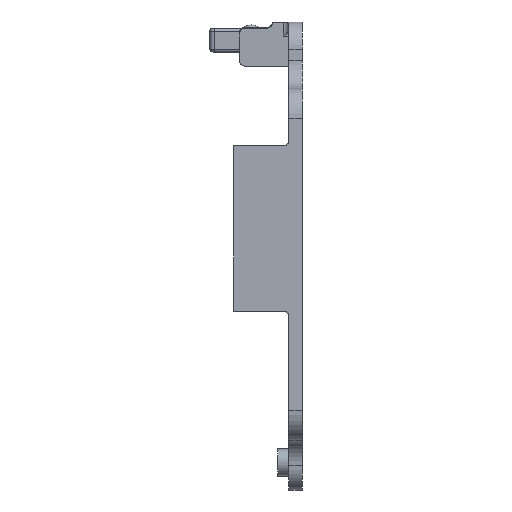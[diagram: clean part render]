
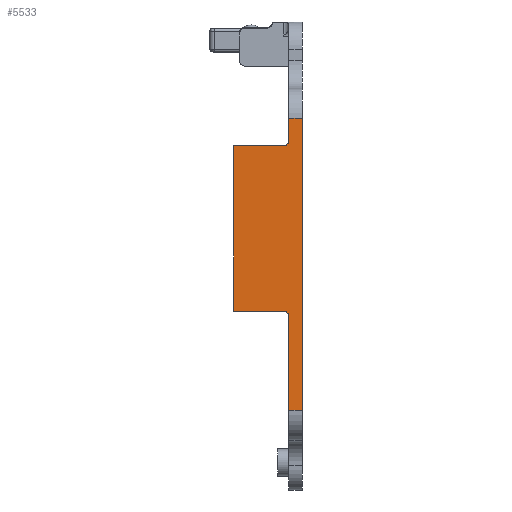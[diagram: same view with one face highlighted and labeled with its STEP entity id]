
A CAD part, left-side view. The second image highlights one B-rep face of the part: STEP entity #5533.
In plain terms, the highlighted planar face has unit normal (-1, 0, 0).
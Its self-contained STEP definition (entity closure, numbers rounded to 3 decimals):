
#395=CIRCLE('',#6195,1.);
#396=CIRCLE('',#6196,1.);
#806=FACE_OUTER_BOUND('',#1100,.T.);
#1100=EDGE_LOOP('',(#4558,#4559,#4560,#4561,#4562,#4563,#4564,#4565,#4566,
#4567));
#1584=LINE('',#10454,#2100);
#1585=LINE('',#10456,#2101);
#1586=LINE('',#10458,#2102);
#1587=LINE('',#10462,#2103);
#1588=LINE('',#10464,#2104);
#1589=LINE('',#10466,#2105);
#1590=LINE('',#10468,#2106);
#1591=LINE('',#10469,#2107);
#2100=VECTOR('',#7432,10.);
#2101=VECTOR('',#7433,10.);
#2102=VECTOR('',#7434,10.);
#2103=VECTOR('',#7437,10.);
#2104=VECTOR('',#7438,10.);
#2105=VECTOR('',#7439,10.);
#2106=VECTOR('',#7440,10.);
#2107=VECTOR('',#7441,10.);
#2788=VERTEX_POINT('',#10450);
#2789=VERTEX_POINT('',#10451);
#2790=VERTEX_POINT('',#10453);
#2791=VERTEX_POINT('',#10455);
#2792=VERTEX_POINT('',#10457);
#2793=VERTEX_POINT('',#10459);
#2794=VERTEX_POINT('',#10461);
#2795=VERTEX_POINT('',#10463);
#2796=VERTEX_POINT('',#10465);
#2797=VERTEX_POINT('',#10467);
#3527=EDGE_CURVE('',#2788,#2789,#395,.T.);
#3528=EDGE_CURVE('',#2788,#2790,#1584,.T.);
#3529=EDGE_CURVE('',#2790,#2791,#1585,.T.);
#3530=EDGE_CURVE('',#2792,#2791,#1586,.T.);
#3531=EDGE_CURVE('',#2793,#2792,#396,.T.);
#3532=EDGE_CURVE('',#2794,#2793,#1587,.T.);
#3533=EDGE_CURVE('',#2795,#2794,#1588,.T.);
#3534=EDGE_CURVE('',#2796,#2795,#1589,.T.);
#3535=EDGE_CURVE('',#2796,#2797,#1590,.T.);
#3536=EDGE_CURVE('',#2789,#2797,#1591,.T.);
#4558=ORIENTED_EDGE('',*,*,#3527,.F.);
#4559=ORIENTED_EDGE('',*,*,#3528,.T.);
#4560=ORIENTED_EDGE('',*,*,#3529,.T.);
#4561=ORIENTED_EDGE('',*,*,#3530,.F.);
#4562=ORIENTED_EDGE('',*,*,#3531,.F.);
#4563=ORIENTED_EDGE('',*,*,#3532,.F.);
#4564=ORIENTED_EDGE('',*,*,#3533,.F.);
#4565=ORIENTED_EDGE('',*,*,#3534,.F.);
#4566=ORIENTED_EDGE('',*,*,#3535,.T.);
#4567=ORIENTED_EDGE('',*,*,#3536,.F.);
#5341=PLANE('',#6194);
#5533=ADVANCED_FACE('',(#806),#5341,.T.);
#6194=AXIS2_PLACEMENT_3D('',#10449,#7428,#7429);
#6195=AXIS2_PLACEMENT_3D('',#10452,#7430,#7431);
#6196=AXIS2_PLACEMENT_3D('',#10460,#7435,#7436);
#7428=DIRECTION('center_axis',(-1.,0.,0.));
#7429=DIRECTION('ref_axis',(0.,0.,1.));
#7430=DIRECTION('center_axis',(-1.,0.,0.));
#7431=DIRECTION('ref_axis',(0.,-0.707,-0.707));
#7432=DIRECTION('',(0.,1.,0.));
#7433=DIRECTION('',(0.,0.,-1.));
#7434=DIRECTION('',(0.,1.,0.));
#7435=DIRECTION('center_axis',(-1.,0.,0.));
#7436=DIRECTION('ref_axis',(0.,-0.707,0.707));
#7437=DIRECTION('',(0.,0.,1.));
#7438=DIRECTION('',(0.,1.,0.));
#7439=DIRECTION('',(0.,0.,-1.));
#7440=DIRECTION('',(0.,1.,0.));
#7441=DIRECTION('',(0.,0.,1.));
#10449=CARTESIAN_POINT('Origin',(-31.,11.25,-26.5));
#10450=CARTESIAN_POINT('',(-31.,14.65,21.5));
#10451=CARTESIAN_POINT('',(-31.,13.65,22.5));
#10452=CARTESIAN_POINT('Origin',(-31.,14.65,22.5));
#10453=CARTESIAN_POINT('',(-31.,23.65,21.5));
#10454=CARTESIAN_POINT('',(-31.,13.65,21.5));
#10455=CARTESIAN_POINT('',(-31.,23.65,-8.5));
#10456=CARTESIAN_POINT('',(-31.,23.65,-10.));
#10457=CARTESIAN_POINT('',(-31.,14.65,-8.5));
#10458=CARTESIAN_POINT('',(-31.,13.65,-8.5));
#10459=CARTESIAN_POINT('',(-31.,13.65,-9.5));
#10460=CARTESIAN_POINT('Origin',(-31.,14.65,-9.5));
#10461=CARTESIAN_POINT('',(-31.,13.65,-26.5));
#10462=CARTESIAN_POINT('',(-31.,13.65,-26.5));
#10463=CARTESIAN_POINT('',(-31.,11.25,-26.5));
#10464=CARTESIAN_POINT('',(-31.,11.25,-26.5));
#10465=CARTESIAN_POINT('',(-31.,11.25,26.5));
#10466=CARTESIAN_POINT('',(-31.,11.25,32.));
#10467=CARTESIAN_POINT('',(-31.,13.65,26.5));
#10468=CARTESIAN_POINT('',(-31.,11.25,26.5));
#10469=CARTESIAN_POINT('',(-31.,13.65,-26.5));
